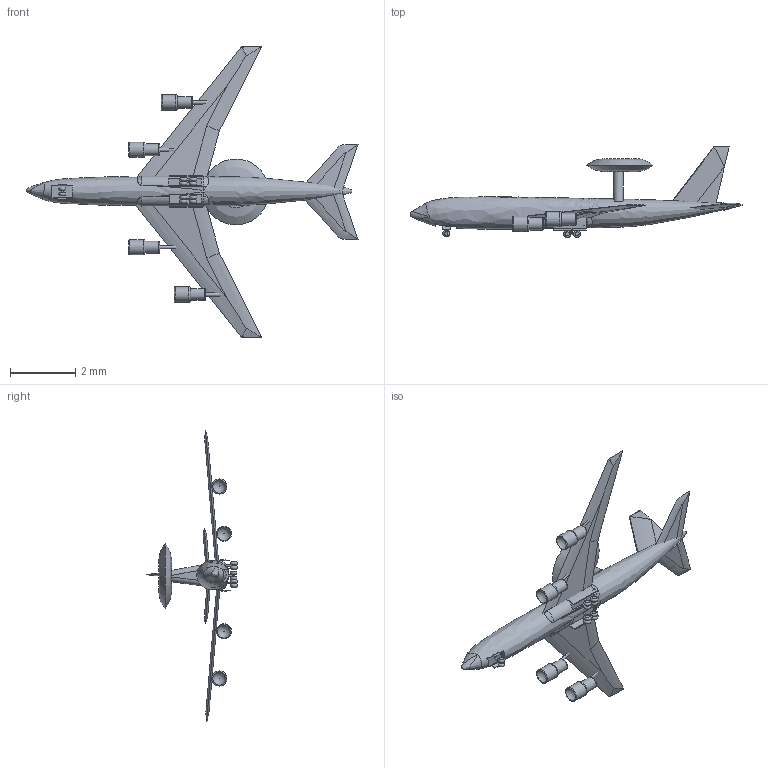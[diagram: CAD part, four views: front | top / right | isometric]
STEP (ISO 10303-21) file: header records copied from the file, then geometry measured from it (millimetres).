
FILE_DESCRIPTION(/* description */ (''),/* implementation_level */ '2;1');
FILE_NAME(/* name */ 'Boeing E-3 Sentry v1.step',/* time_stamp */ '2021-12-25T19:22:13-05:00',/* author */ (''),/* organization */ (''),/* preprocessor_version */ 'ST-DEVELOPER v18.1',/* originating_system */ 'Autodesk Translation Framework v10.10.0.1391',/* authorisation */ '');
FILE_SCHEMA (('AUTOMOTIVE_DESIGN { 1 0 10303 214 3 1 1 }'));
Length unit declared in the file: millimetre
Products named in the file (10): Boeing E-3 Sentry; Component1; Component2; Component3; Component4; Component5; Component6; Component7; Component8; Component9
Assembly tree (9 placements, depth 2):
  Boeing E-3 Sentry
    Component1
    Component2
    Component3
    Component4
    Component5
    Component6
    Component7
    Component8
    Component9
Bounding box: 10.2 x 2.81 x 8.95 mm (x, y, z)
Volume: 7.5 mm3; surface area: 74.3 mm2
Topology: 40 solids, 40 shells, 273 faces, 563 edges, 372 vertices
Faces by surface type: plane 132, cylinder 70, bspline 49, torus 22
Full cylindrical faces by diameter (mm): 0.038 x4, 0.042 x2, 0.046 x1, 0.048 x1, 0.365 x4, 0.465 x4
Entity records: 10868 total; most frequent: CARTESIAN_POINT 5021, ORIENTED_EDGE 1122, DIRECTION 1108, EDGE_CURVE 561, AXIS2_PLACEMENT_3D 455, VERTEX_POINT 372, EDGE_LOOP 277, FACE_OUTER_BOUND 273
